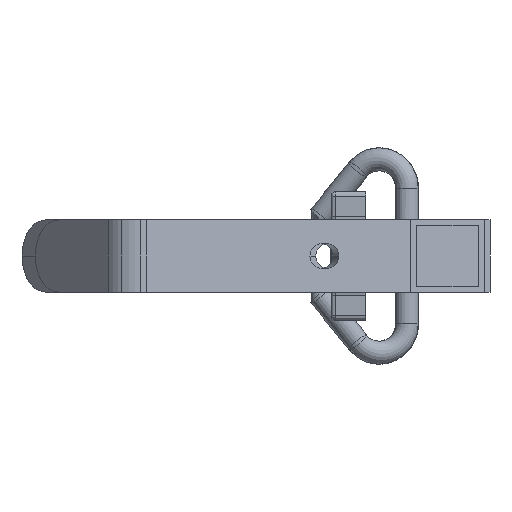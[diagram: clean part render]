
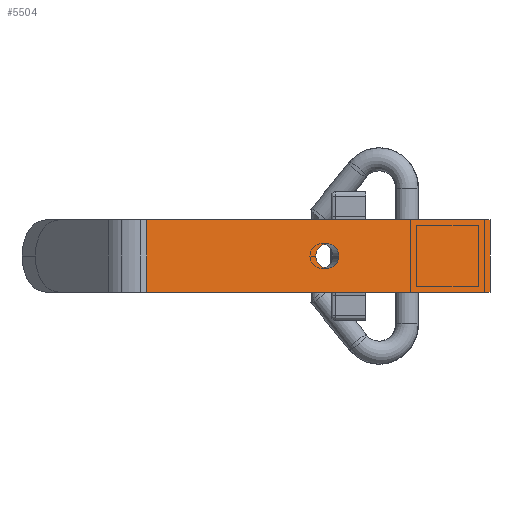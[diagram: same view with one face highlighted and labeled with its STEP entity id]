
A CAD part, left-side view. The second image highlights one B-rep face of the part: STEP entity #5504.
In plain terms, the highlighted face is planar.
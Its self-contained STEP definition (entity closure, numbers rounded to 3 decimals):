
#2 = VECTOR ( 'NONE', #970, 1000. ) ;
#453 = ORIENTED_EDGE ( 'NONE', *, *, #4649, .T. ) ;
#552 = DIRECTION ( 'NONE',  ( 0., 0., -1. ) ) ;
#573 = VECTOR ( 'NONE', #552, 1000. ) ;
#709 = CARTESIAN_POINT ( 'NONE',  ( -12.5, 0., -126.598 ) ) ;
#881 = VERTEX_POINT ( 'NONE', #4409 ) ;
#970 = DIRECTION ( 'NONE',  ( -1., 0., 0. ) ) ;
#1151 = EDGE_CURVE ( 'NONE', #881, #2448, #2301, .T. ) ;
#1476 = CIRCLE ( 'NONE', #7545, 4.25 ) ;
#1521 = ORIENTED_EDGE ( 'NONE', *, *, #6998, .T. ) ;
#1760 = DIRECTION ( 'NONE',  ( 0., 1., 0. ) ) ;
#1781 = DIRECTION ( 'NONE',  ( 0., 0., 1. ) ) ;
#2014 = ORIENTED_EDGE ( 'NONE', *, *, #7920, .T. ) ;
#2070 = VERTEX_POINT ( 'NONE', #7195 ) ;
#2074 = CARTESIAN_POINT ( 'NONE',  ( -12.5, 0., 0. ) ) ;
#2083 = EDGE_CURVE ( 'NONE', #5243, #2248, #6210, .T. ) ;
#2188 = VERTEX_POINT ( 'NONE', #3883 ) ;
#2248 = VERTEX_POINT ( 'NONE', #709 ) ;
#2301 = LINE ( 'NONE', #7101, #573 ) ;
#2448 = VERTEX_POINT ( 'NONE', #4979 ) ;
#2943 = CARTESIAN_POINT ( 'NONE',  ( 12.5, 0., 0. ) ) ;
#3017 = PLANE ( 'NONE',  #3812 ) ;
#3163 = LINE ( 'NONE', #2943, #2 ) ;
#3329 = VECTOR ( 'NONE', #5872, 1000. ) ;
#3406 = ORIENTED_EDGE ( 'NONE', *, *, #6467, .F. ) ;
#3812 = AXIS2_PLACEMENT_3D ( 'NONE', #5040, #6931, #1781 ) ;
#3883 = CARTESIAN_POINT ( 'NONE',  ( 0., 0., -55.75 ) ) ;
#4409 = CARTESIAN_POINT ( 'NONE',  ( 12.5, 0., 0. ) ) ;
#4419 = AXIS2_PLACEMENT_3D ( 'NONE', #4626, #1760, #6369 ) ;
#4626 = CARTESIAN_POINT ( 'NONE',  ( 0., 0., -60. ) ) ;
#4649 = EDGE_CURVE ( 'NONE', #2070, #2188, #1476, .T. ) ;
#4979 = CARTESIAN_POINT ( 'NONE',  ( 12.5, 0., -126.598 ) ) ;
#5040 = CARTESIAN_POINT ( 'NONE',  ( 12.5, 0., 0. ) ) ;
#5054 = FACE_OUTER_BOUND ( 'NONE', #8349, .T. ) ;
#5243 = VERTEX_POINT ( 'NONE', #2074 ) ;
#5504 = ADVANCED_FACE ( 'NONE', ( #5563, #5054 ), #3017, .F. ) ;
#5563 = FACE_BOUND ( 'NONE', #6377, .T. ) ;
#5803 = DIRECTION ( 'NONE',  ( 0., 1., 0. ) ) ;
#5833 = DIRECTION ( 'NONE',  ( 0., 0., 1. ) ) ;
#5872 = DIRECTION ( 'NONE',  ( 0., 0., -1. ) ) ;
#6210 = LINE ( 'NONE', #6564, #3329 ) ;
#6300 = DIRECTION ( 'NONE',  ( -1., 0., 0. ) ) ;
#6353 = CARTESIAN_POINT ( 'NONE',  ( 12.5, 0., -126.598 ) ) ;
#6369 = DIRECTION ( 'NONE',  ( 0., 0., 1. ) ) ;
#6377 = EDGE_LOOP ( 'NONE', ( #2014, #453 ) ) ;
#6467 = EDGE_CURVE ( 'NONE', #2448, #2248, #8333, .T. ) ;
#6502 = CARTESIAN_POINT ( 'NONE',  ( 0., 0., -60. ) ) ;
#6564 = CARTESIAN_POINT ( 'NONE',  ( -12.5, 0., 0. ) ) ;
#6931 = DIRECTION ( 'NONE',  ( 0., 1., 0. ) ) ;
#6998 = EDGE_CURVE ( 'NONE', #881, #5243, #3163, .T. ) ;
#7025 = VECTOR ( 'NONE', #6300, 1000. ) ;
#7101 = CARTESIAN_POINT ( 'NONE',  ( 12.5, 0., 0. ) ) ;
#7195 = CARTESIAN_POINT ( 'NONE',  ( 0., 0., -64.25 ) ) ;
#7545 = AXIS2_PLACEMENT_3D ( 'NONE', #6502, #5803, #5833 ) ;
#7795 = ORIENTED_EDGE ( 'NONE', *, *, #2083, .T. ) ;
#7920 = EDGE_CURVE ( 'NONE', #2188, #2070, #8370, .T. ) ;
#8076 = ORIENTED_EDGE ( 'NONE', *, *, #1151, .F. ) ;
#8333 = LINE ( 'NONE', #6353, #7025 ) ;
#8349 = EDGE_LOOP ( 'NONE', ( #3406, #8076, #1521, #7795 ) ) ;
#8370 = CIRCLE ( 'NONE', #4419, 4.25 ) ;
